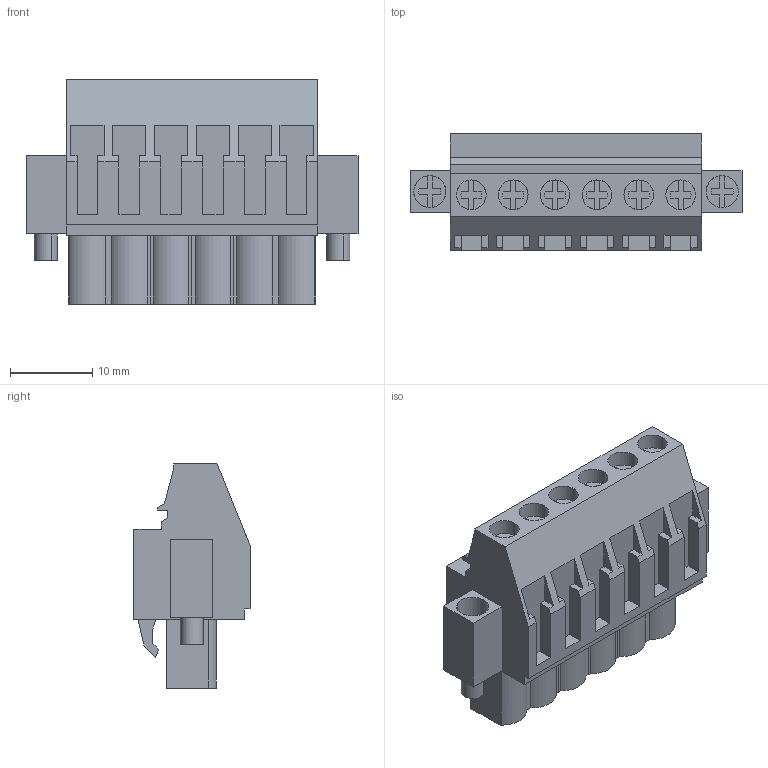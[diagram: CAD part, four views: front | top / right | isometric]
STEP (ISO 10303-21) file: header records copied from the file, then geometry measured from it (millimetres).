
FILE_DESCRIPTION(('CATIA V5 STEP','CAx-IF Rec.Pracs.--- Model Styling and Organization---1.2---2011-12-15'),'2;1');
FILE_NAME ('7246782_2_1950080000_1950080000.stp','2017-09-08T12:23:47+00:00',('none'),('Weidmueller'),'CATIA Version 5-6 Release 2014','CATIA V5 STEP AP214','none');
FILE_SCHEMA(('AUTOMOTIVE_DESIGN { 1 0 10303 214 1 1 1 1 }'));
Length unit declared in the file: millimetre
Products named in the file (1): 1950080000
Bounding box: 40.28 x 14.1 x 27.2 mm (x, y, z)
Volume: 7372.8 mm3; surface area: 5053.8 mm2
Topology: 9 solids, 9 shells, 470 faces, 1279 edges, 860 vertices
Faces by surface type: plane 396, cylinder 72, extrusion 2
Entity records: 13810 total; most frequent: ORIENTED_EDGE 2558, CARTESIAN_POINT 2461, DIRECTION 1915, EDGE_CURVE 1279, VECTOR 1101, LINE 1099, VERTEX_POINT 860, EDGE_LOOP 507
